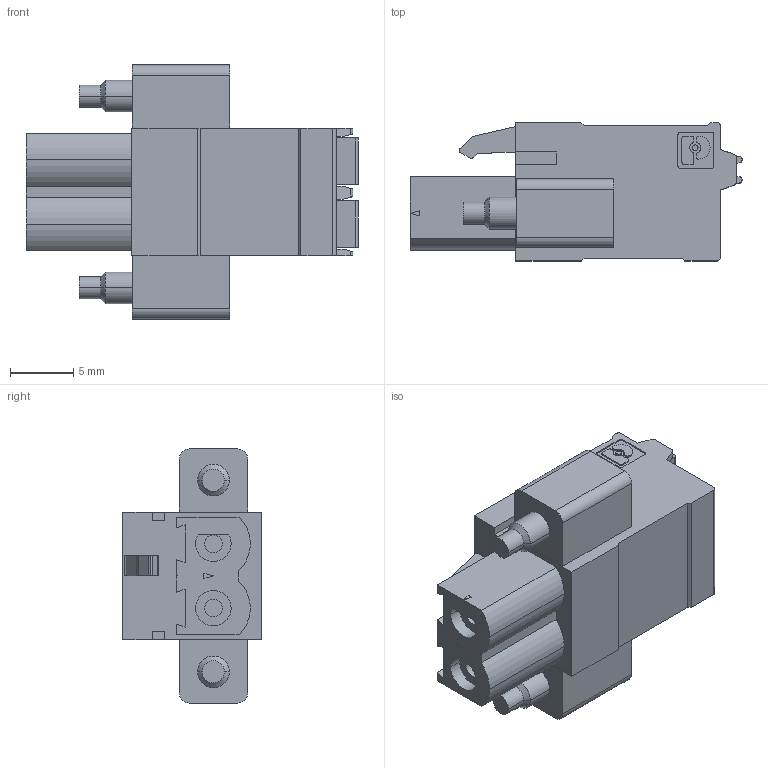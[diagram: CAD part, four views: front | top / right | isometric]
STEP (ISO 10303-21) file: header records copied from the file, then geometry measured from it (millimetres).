
FILE_DESCRIPTION(('SolidDesigner STEP Export'),'2;1');
FILE_NAME('fkcn_2_5-2-stf-5_08.stp','2009-05-14T14:37:17',(''),(''),'CoCreate Modeling STEP processor for AP214 (Solid Model)','CoCreate Modeling 16.00A 16-Aug-2008 (C) Parametric Technology GmbH','');
FILE_SCHEMA(('AUTOMOTIVE_DESIGN { 1 0 10303 214 1 1 1 1 }'));
Length unit declared in the file: millimetre
Products named in the file (2): fkcn_2_5-2-stf-5_08
Assembly tree (1 placements, depth 2):
  fkcn_2_5-2-stf-5_08
    fkcn_2_5-2-stf-5_08
Bounding box: 26.2 x 10.9 x 20.05 mm (x, y, z)
Volume: 2330.6 mm3; surface area: 1896.4 mm2
Topology: 1 solids, 1 shells, 266 faces, 710 edges, 469 vertices
Faces by surface type: plane 169, cylinder 93, cone 4
Entity records: 10510 total; most frequent: CARTESIAN_POINT 1784, ORIENTED_EDGE 1422, DIRECTION 1296, EDGE_CURVE 710, VECTOR 502, LINE 502, VERTEX_POINT 469, AXIS2_PLACEMENT_3D 397
